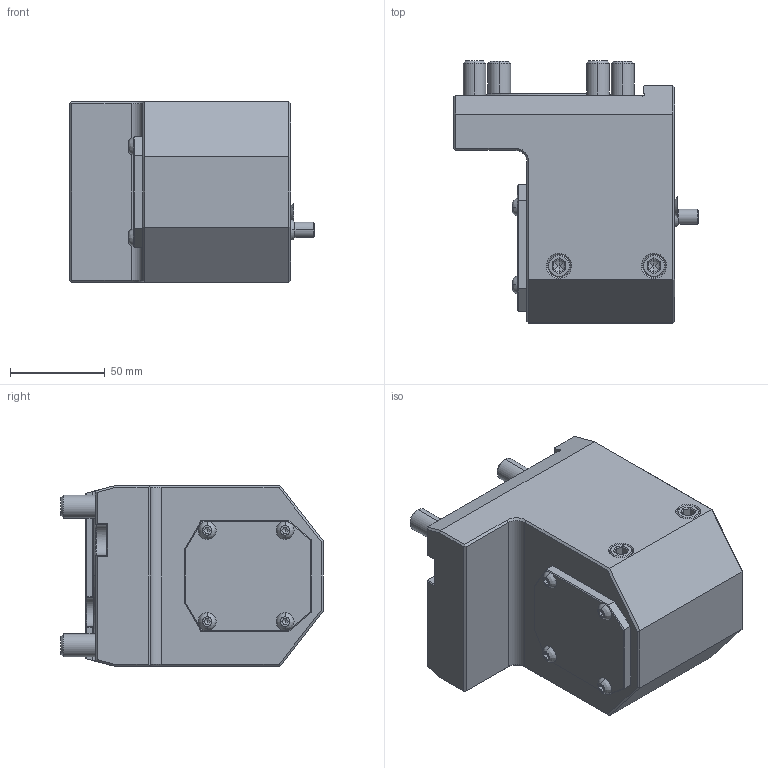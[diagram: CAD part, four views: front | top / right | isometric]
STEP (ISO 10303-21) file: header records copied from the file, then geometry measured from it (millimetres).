
FILE_DESCRIPTION((''),'2;1');
FILE_NAME('NGT_ID_60_40_90_JA','2023-05-24T',('vali'),('NOVA GRUP'),'PRO/ENGINEER BY PARAMETRIC TECHNOLOGY CORPORATION, 2010280','PRO/ENGINEER BY PARAMETRIC TECHNOLOGY CORPORATION, 2010280','');
FILE_SCHEMA(('CONFIG_CONTROL_DESIGN'));
Length unit declared in the file: millimetre
Products named in the file (1): NGT_ID_60_40_90_JA
Bounding box: 128.87 x 138 x 95 mm (x, y, z)
Volume: 864468.9 mm3; surface area: 82851.7 mm2
Topology: 1 solids, 1 shells, 332 faces, 792 edges, 456 vertices
Faces by surface type: plane 171, cylinder 70, cone 55, bspline 32, sphere 2, torus 2
Entity records: 11810 total; most frequent: CARTESIAN_POINT 4559, ORIENTED_EDGE 1520, DIRECTION 1398, EDGE_CURVE 760, VECTOR 472, LINE 472, AXIS2_PLACEMENT_3D 463, VERTEX_POINT 456
